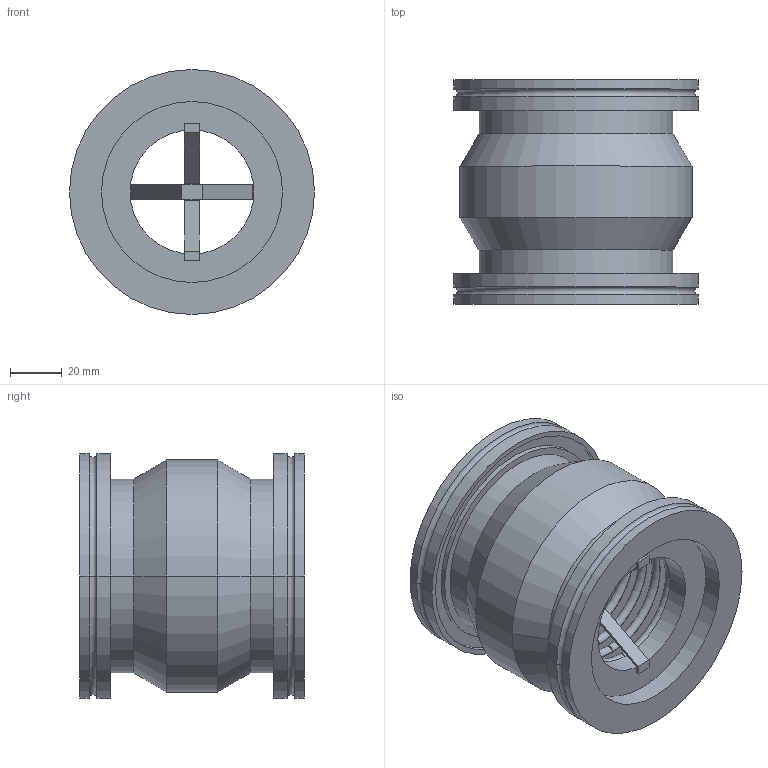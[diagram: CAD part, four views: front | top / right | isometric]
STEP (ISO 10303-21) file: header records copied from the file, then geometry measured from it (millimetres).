
FILE_DESCRIPTION((''),'1');
FILE_NAME('PM006800_ASM','2010-07-13T',('JUNG'),(''),'PRO/ENGINEER BY PARAMETRIC TECHNOLOGY CORPORATION, 2000420','PRO/ENGINEER BY PARAMETRIC TECHNOLOGY CORPORATION, 2000420','');
FILE_SCHEMA(('CONFIG_CONTROL_DESIGN'));
Length unit declared in the file: millimetre
Products named in the file (5): PM006808; P0984697; PM006812; PM006814; PM006800_ASM
Assembly tree (6 placements, depth 2):
  PM006800_ASM
    PM006808  x2
    P0984697
    PM006812
    PM006814  x2
Bounding box: 94.89 x 87 x 94.89 mm (x, y, z)
Volume: 219758.8 mm3; surface area: 135273.1 mm2
Topology: 6 solids, 6 shells, 194 faces, 404 edges, 264 vertices
Faces by surface type: plane 78, torus 64, cylinder 48, cone 4
Entity records: 4389 total; most frequent: DIRECTION 896, CARTESIAN_POINT 692, ORIENTED_EDGE 636, AXIS2_PLACEMENT_3D 412, EDGE_CURVE 318, CIRCLE 246, VERTEX_POINT 208, EDGE_LOOP 198
